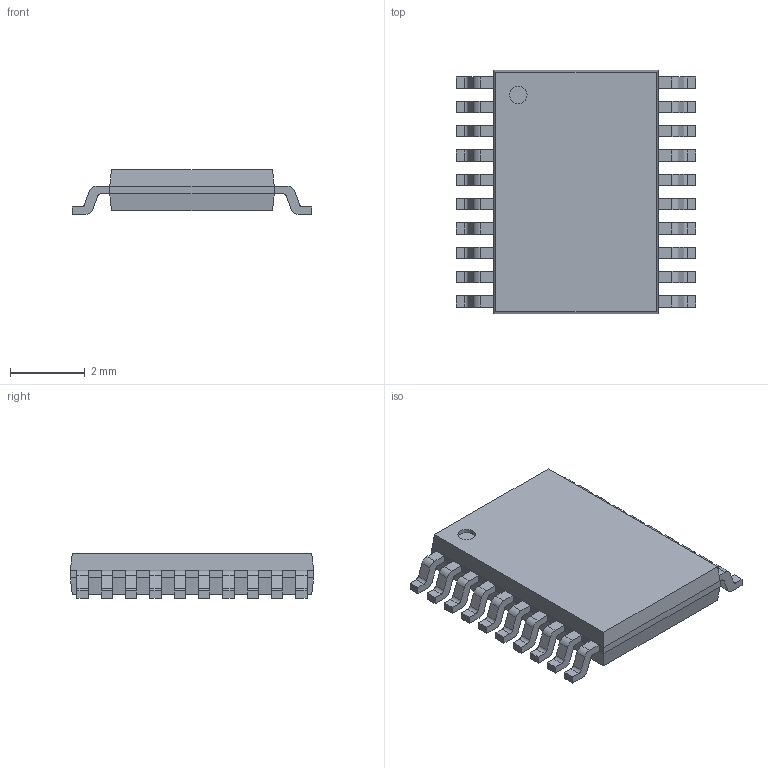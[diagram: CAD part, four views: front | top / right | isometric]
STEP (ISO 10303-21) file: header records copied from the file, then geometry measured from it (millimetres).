
FILE_DESCRIPTION(('FreeCAD Model'),'2;1');
FILE_NAME('tssop20.stp', '2015-12-05T15:14:31',('Author'),(''), 'Open CASCADE STEP processor 6.7','FreeCAD','Unknown');
FILE_SCHEMA(('AUTOMOTIVE_DESIGN_CC2 { 1 2 10303 214 -1 1 5 4 }'));
Length unit declared in the file: millimetre
Products named in the file (4): ASSEMBLY; Pocket; Array_(Mirror_#1); Array
Assembly tree (3 placements, depth 2):
  ASSEMBLY
    Pocket
    Array_(Mirror_#1)
    Array
Bounding box: 6.4 x 6.5 x 1.2 mm (x, y, z)
Volume: 32.8 mm3; surface area: 109.7 mm2
Topology: 21 solids, 21 shells, 296 faces, 751 edges, 498 vertices
Faces by surface type: plane 215, cylinder 81
Full cylindrical faces by diameter (mm): 0.469 x1
Entity records: 19201 total; most frequent: CARTESIAN_POINT 3537, DIRECTION 2934, LINE 1929, VECTOR 1929, ORIENTED_EDGE 1502, PCURVE 1502, DEFINITIONAL_REPRESENTATION 1502, EDGE_CURVE 751
